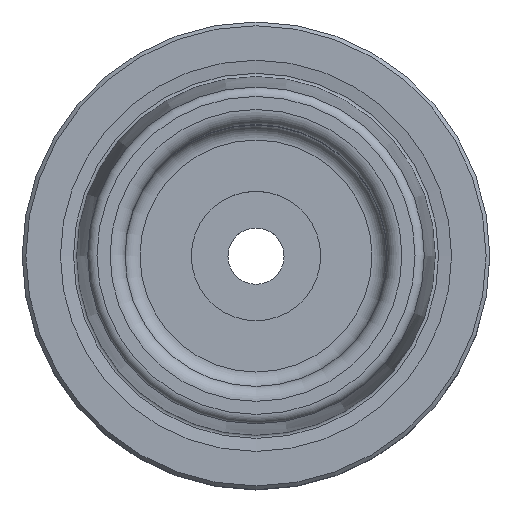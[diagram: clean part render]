
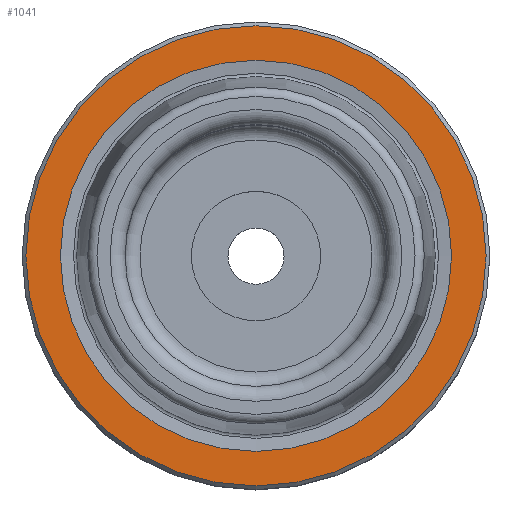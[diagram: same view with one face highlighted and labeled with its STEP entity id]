
A CAD part, top view. The second image highlights one B-rep face of the part: STEP entity #1041.
In plain terms, the highlighted planar face has unit normal (0, 0, 1).
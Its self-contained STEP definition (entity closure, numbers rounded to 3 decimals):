
#163=PLANE('',#1133);
#232=CIRCLE('',#1132,10.455);
#233=CIRCLE('',#1134,12.3);
#317=VERTEX_POINT('',#1639);
#318=VERTEX_POINT('',#1643);
#319=VERTEX_POINT('',#1644);
#493=EDGE_CURVE('',#317,#317,#232,.T.);
#494=EDGE_CURVE('',#318,#319,#233,.T.);
#495=EDGE_CURVE('',#319,#318,#233,.T.);
#675=ORIENTED_EDGE('',*,*,#494,.T.);
#676=ORIENTED_EDGE('',*,*,#495,.T.);
#677=ORIENTED_EDGE('',*,*,#493,.F.);
#897=EDGE_LOOP('',(#675,#676));
#898=EDGE_LOOP('',(#677));
#970=FACE_BOUND('',#897,.T.);
#971=FACE_BOUND('',#898,.T.);
#1041=ADVANCED_FACE('',(#970,#971),#163,.T.);
#1132=AXIS2_PLACEMENT_3D('',#1640,#1335,#1336);
#1133=AXIS2_PLACEMENT_3D('',#1641,#1337,$);
#1134=AXIS2_PLACEMENT_3D('',#1642,#1338,#1339);
#1335=DIRECTION('',(0.,0.,1.));
#1336=DIRECTION('',(10.455,0.,0.));
#1337=DIRECTION('',(0.,0.,1.));
#1338=DIRECTION('',(0.,0.,1.));
#1339=DIRECTION('',(12.3,0.,0.));
#1639=CARTESIAN_POINT('',(10.455,0.,0.));
#1640=CARTESIAN_POINT('',(0.,0.,0.));
#1641=CARTESIAN_POINT('',(10.455,0.,0.));
#1642=CARTESIAN_POINT('',(0.,0.,0.));
#1643=CARTESIAN_POINT('',(12.3,0.,0.));
#1644=CARTESIAN_POINT('',(-12.3,0.,0.));
